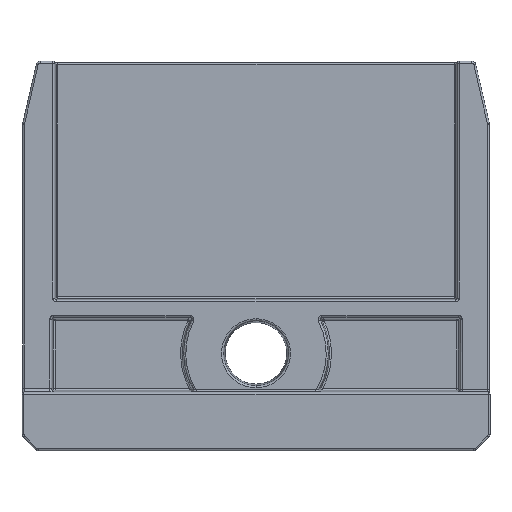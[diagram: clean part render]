
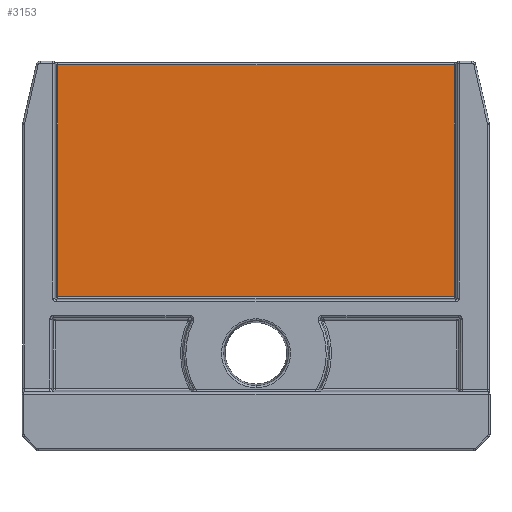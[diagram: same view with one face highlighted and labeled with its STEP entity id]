
A CAD part, front view. The second image highlights one B-rep face of the part: STEP entity #3153.
In plain terms, the highlighted planar face has unit normal (0, -1, 0).
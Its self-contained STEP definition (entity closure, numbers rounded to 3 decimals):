
#37 = DIRECTION ( 'NONE',  ( 0., 0., -1. ) ) ;
#146 = CARTESIAN_POINT ( 'NONE',  ( -10.15, 2., 9.79 ) ) ;
#423 = VERTEX_POINT ( 'NONE', #5120 ) ;
#1069 = VECTOR ( 'NONE', #4986, 1000. ) ;
#1125 = EDGE_CURVE ( 'NONE', #7027, #4946, #8654, .T. ) ;
#1213 = LINE ( 'NONE', #8545, #2162 ) ;
#1526 = AXIS2_PLACEMENT_3D ( 'NONE', #2598, #5299, #7254 ) ;
#1741 = EDGE_CURVE ( 'NONE', #4946, #423, #2620, .T. ) ;
#1787 = VECTOR ( 'NONE', #7550, 1000. ) ;
#2155 = CARTESIAN_POINT ( 'NONE',  ( 10.245, 2., -2.1 ) ) ;
#2162 = VECTOR ( 'NONE', #37, 1000. ) ;
#2255 = CARTESIAN_POINT ( 'NONE',  ( 10.15, 2., 0. ) ) ;
#2496 = ORIENTED_EDGE ( 'NONE', *, *, #1125, .T. ) ;
#2598 = CARTESIAN_POINT ( 'NONE',  ( 0., 2., 0. ) ) ;
#2620 = LINE ( 'NONE', #2255, #1787 ) ;
#2757 = EDGE_LOOP ( 'NONE', ( #2922, #6419, #2496, #4939 ) ) ;
#2922 = ORIENTED_EDGE ( 'NONE', *, *, #7898, .T. ) ;
#3153 = ADVANCED_FACE ( 'NONE', ( #6699 ), #3920, .F. ) ;
#3493 = LINE ( 'NONE', #8099, #1069 ) ;
#3920 = PLANE ( 'NONE',  #1526 ) ;
#4040 = CARTESIAN_POINT ( 'NONE',  ( 10.15, 2., -2.1 ) ) ;
#4546 = EDGE_CURVE ( 'NONE', #8189, #7027, #1213, .T. ) ;
#4939 = ORIENTED_EDGE ( 'NONE', *, *, #1741, .T. ) ;
#4946 = VERTEX_POINT ( 'NONE', #4040 ) ;
#4986 = DIRECTION ( 'NONE',  ( -1., 0., 0. ) ) ;
#5120 = CARTESIAN_POINT ( 'NONE',  ( 10.15, 2., 9.79 ) ) ;
#5299 = DIRECTION ( 'NONE',  ( 0., 1., 0. ) ) ;
#5416 = CARTESIAN_POINT ( 'NONE',  ( -10.15, 2., -2.1 ) ) ;
#6419 = ORIENTED_EDGE ( 'NONE', *, *, #4546, .T. ) ;
#6699 = FACE_OUTER_BOUND ( 'NONE', #2757, .T. ) ;
#6877 = VECTOR ( 'NONE', #8239, 1000. ) ;
#7027 = VERTEX_POINT ( 'NONE', #5416 ) ;
#7254 = DIRECTION ( 'NONE',  ( 0., 0., 1. ) ) ;
#7550 = DIRECTION ( 'NONE',  ( 0., 0., 1. ) ) ;
#7898 = EDGE_CURVE ( 'NONE', #423, #8189, #3493, .T. ) ;
#8099 = CARTESIAN_POINT ( 'NONE',  ( 0., 2., 9.79 ) ) ;
#8189 = VERTEX_POINT ( 'NONE', #146 ) ;
#8239 = DIRECTION ( 'NONE',  ( 1., 0., 0. ) ) ;
#8545 = CARTESIAN_POINT ( 'NONE',  ( -10.15, 2., -2.195 ) ) ;
#8654 = LINE ( 'NONE', #2155, #6877 ) ;
